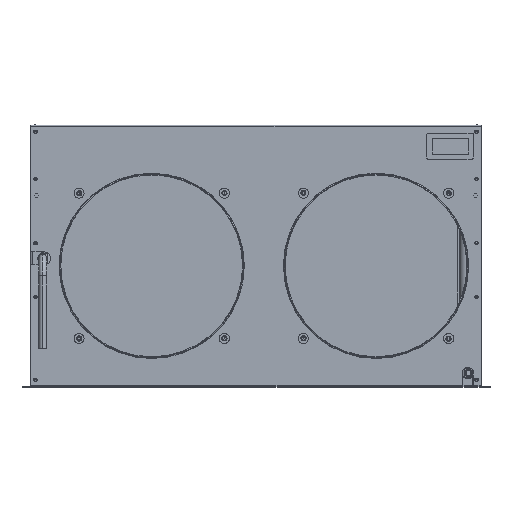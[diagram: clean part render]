
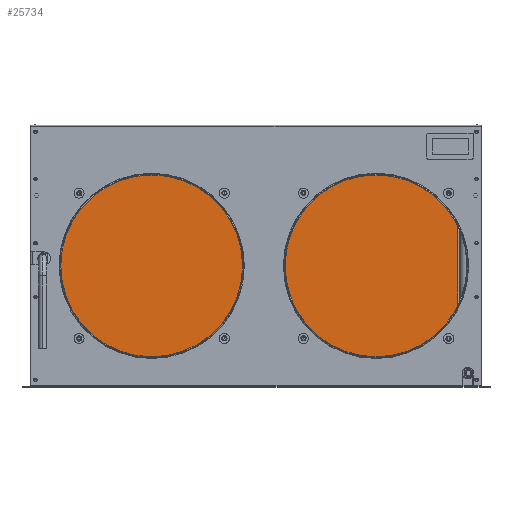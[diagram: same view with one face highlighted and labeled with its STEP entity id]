
A CAD part, top view. The second image highlights one B-rep face of the part: STEP entity #25734.
In plain terms, the highlighted face is planar.
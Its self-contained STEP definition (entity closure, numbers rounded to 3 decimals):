
#4823 = CARTESIAN_POINT ( 'NONE',  ( -12.7, -21., 650.35 ) ) ;
#5010 = LINE ( 'NONE', #40661, #38021 ) ;
#5801 = ORIENTED_EDGE ( 'NONE', *, *, #44073, .F. ) ;
#6173 = ORIENTED_EDGE ( 'NONE', *, *, #20452, .T. ) ;
#8970 = DIRECTION ( 'NONE',  ( 0., 0., -1. ) ) ;
#9788 = CARTESIAN_POINT ( 'NONE',  ( -12.7, -1047., 0. ) ) ;
#10770 = DIRECTION ( 'NONE',  ( 0., -1., 0. ) ) ;
#11074 = EDGE_CURVE ( 'NONE', #49333, #17002, #24005, .T. ) ;
#12119 = FACE_OUTER_BOUND ( 'NONE', #34748, .T. ) ;
#12871 = CARTESIAN_POINT ( 'NONE',  ( -12.7, -1047., 650.35 ) ) ;
#14216 = ORIENTED_EDGE ( 'NONE', *, *, #15360, .T. ) ;
#15128 = DIRECTION ( 'NONE',  ( 0., -1., 0. ) ) ;
#15360 = EDGE_CURVE ( 'NONE', #28222, #27930, #5010, .T. ) ;
#16230 = DIRECTION ( 'NONE',  ( 1., 0., 0. ) ) ;
#16590 = VECTOR ( 'NONE', #8970, 1000. ) ;
#17002 = VERTEX_POINT ( 'NONE', #9788 ) ;
#18079 = CARTESIAN_POINT ( 'NONE',  ( -12.7, -21., 0. ) ) ;
#20113 = PLANE ( 'NONE',  #47175 ) ;
#20452 = EDGE_CURVE ( 'NONE', #27930, #17002, #50025, .T. ) ;
#23111 = CARTESIAN_POINT ( 'NONE',  ( -12.7, -21., 650.35 ) ) ;
#24005 = LINE ( 'NONE', #12871, #16590 ) ;
#24415 = DIRECTION ( 'NONE',  ( 0., 0., -1. ) ) ;
#24477 = DIRECTION ( 'NONE',  ( 0., 1., 0. ) ) ;
#24775 = ORIENTED_EDGE ( 'NONE', *, *, #11074, .F. ) ;
#25734 = ADVANCED_FACE ( 'NONE', ( #12119 ), #20113, .F. ) ;
#26987 = LINE ( 'NONE', #23111, #49819 ) ;
#27930 = VERTEX_POINT ( 'NONE', #18079 ) ;
#28222 = VERTEX_POINT ( 'NONE', #37713 ) ;
#30385 = CARTESIAN_POINT ( 'NONE',  ( -12.7, -21., 0. ) ) ;
#34748 = EDGE_LOOP ( 'NONE', ( #6173, #24775, #5801, #14216 ) ) ;
#34983 = VECTOR ( 'NONE', #10770, 1000. ) ;
#37713 = CARTESIAN_POINT ( 'NONE',  ( -12.7, -21., 650.35 ) ) ;
#38021 = VECTOR ( 'NONE', #24415, 1000. ) ;
#40661 = CARTESIAN_POINT ( 'NONE',  ( -12.7, -21., 650.35 ) ) ;
#41470 = CARTESIAN_POINT ( 'NONE',  ( -12.7, -1047., 650.35 ) ) ;
#44073 = EDGE_CURVE ( 'NONE', #28222, #49333, #26987, .T. ) ;
#47175 = AXIS2_PLACEMENT_3D ( 'NONE', #4823, #16230, #24477 ) ;
#49333 = VERTEX_POINT ( 'NONE', #41470 ) ;
#49819 = VECTOR ( 'NONE', #15128, 1000. ) ;
#50025 = LINE ( 'NONE', #30385, #34983 ) ;
